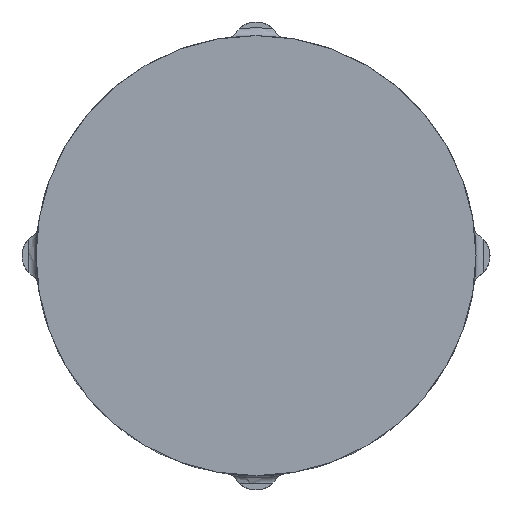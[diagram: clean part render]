
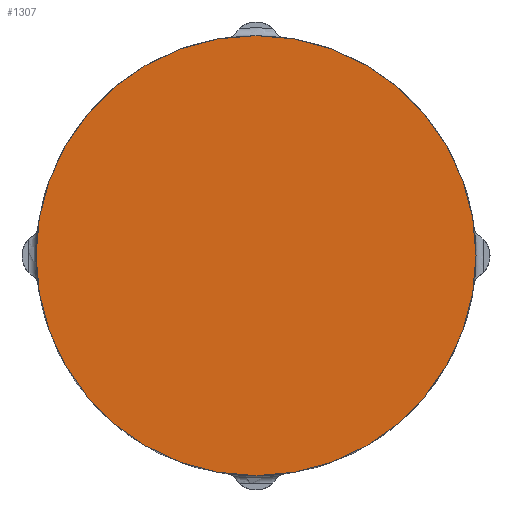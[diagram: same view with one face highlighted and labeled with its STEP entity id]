
A CAD part, top view. The second image highlights one B-rep face of the part: STEP entity #1307.
In plain terms, the highlighted planar face has unit normal (0, 0, 1).
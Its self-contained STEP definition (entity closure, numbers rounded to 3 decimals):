
#41=PLANE('',#1487);
#129=FACE_OUTER_BOUND('',#209,.T.);
#209=EDGE_LOOP('',(#1212));
#318=CIRCLE('',#1447,55.);
#589=VERTEX_POINT('',#2414);
#766=EDGE_CURVE('',#589,#589,#318,.T.);
#1212=ORIENTED_EDGE('',*,*,#766,.T.);
#1307=ADVANCED_FACE('',(#129),#41,.T.);
#1447=AXIS2_PLACEMENT_3D('',#2415,#1770,#1771);
#1487=AXIS2_PLACEMENT_3D('',#2511,#1880,#1881);
#1770=DIRECTION('center_axis',(0.,0.,1.));
#1771=DIRECTION('ref_axis',(-1.,0.,0.));
#1880=DIRECTION('center_axis',(0.,0.,1.));
#1881=DIRECTION('ref_axis',(1.,0.,0.));
#2414=CARTESIAN_POINT('',(55.,0.,5.));
#2415=CARTESIAN_POINT('Origin',(0.,0.,5.));
#2511=CARTESIAN_POINT('Origin',(0.,0.,5.));
